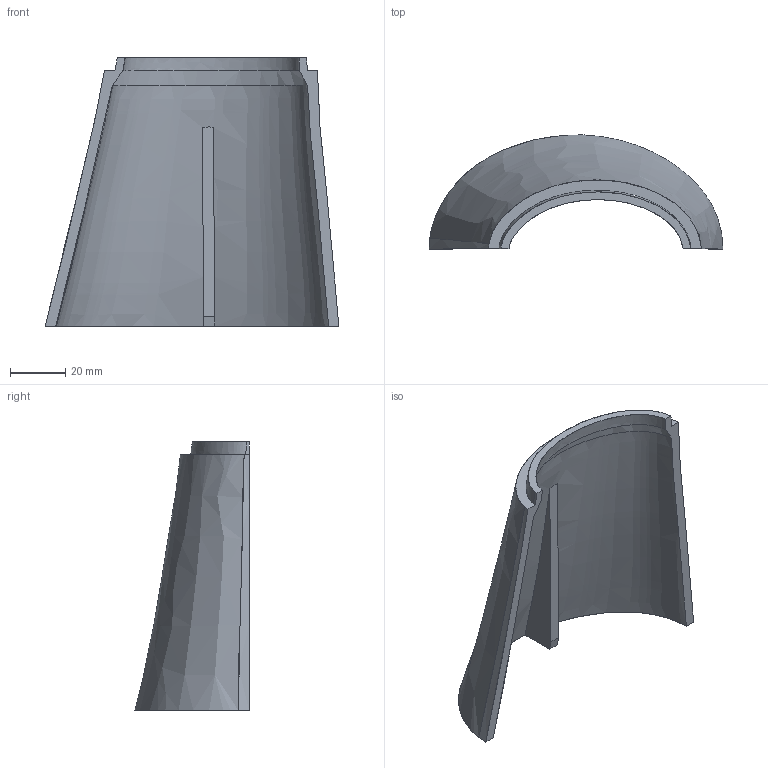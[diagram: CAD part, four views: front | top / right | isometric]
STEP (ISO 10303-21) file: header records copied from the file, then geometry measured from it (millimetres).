
FILE_DESCRIPTION ((), '1');
FILE_NAME ('Forearm_R_RobPart3V3.stp', '2013-09-29T10:16:40', ('Unknown'), ('Unknown'), 'Anar', 'Spacymen', '');
FILE_SCHEMA (('CONFIG_CONTROL_DESIGN'));
Length unit declared in the file: millimetre
Products named in the file (1): product-name
Bounding box: 106.35 x 41.33 x 97.2 mm (x, y, z)
Surface area: 25014.6 mm2 (no closed solid volume)
Topology: 0 solids, 0 shells, 17 faces, 90 edges, 90 vertices
Faces by surface type: bspline 17
Entity records: 25853 total; most frequent: CARTESIAN_POINT 25440, B_SPLINE_CURVE_WITH_KNOTS 90, SURFACE_CURVE 90, COMPOSITE_CURVE_SEGMENT 90, B_SPLINE_SURFACE_WITH_KNOTS 17, BOUNDARY_CURVE 17, CURVE_BOUNDED_SURFACE 17, PERSON 8
